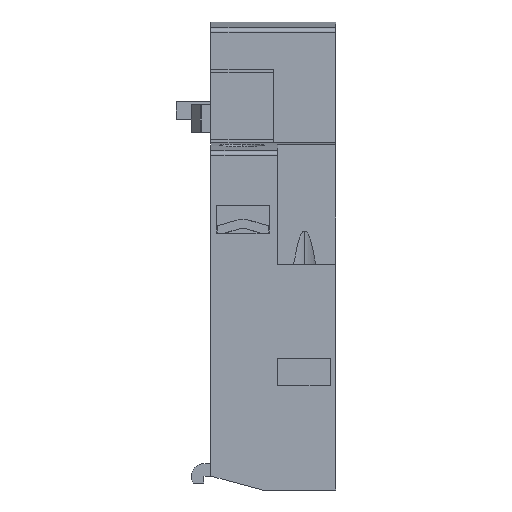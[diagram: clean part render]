
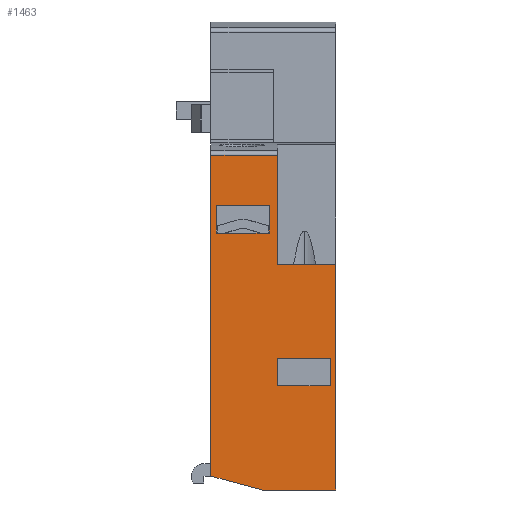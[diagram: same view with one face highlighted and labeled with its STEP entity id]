
A CAD part, front view. The second image highlights one B-rep face of the part: STEP entity #1463.
In plain terms, the highlighted planar face has unit normal (0, -1, 0).
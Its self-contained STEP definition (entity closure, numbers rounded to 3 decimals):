
#1463=ADVANCED_FACE('',(#4126,#4127,#4128),#4129,.T.);
#2499=VERTEX_POINT('',#5319);
#2501=VERTEX_POINT('',#5321);
#2503=EDGE_CURVE('',#2499,#2501,#5323,.T.);
#2509=VERTEX_POINT('',#5329);
#2513=EDGE_CURVE('',#2501,#2509,#5333,.T.);
#2515=VERTEX_POINT('',#5335);
#2517=EDGE_CURVE('',#2509,#2515,#5337,.T.);
#2521=EDGE_CURVE('',#2515,#2499,#5341,.T.);
#2567=VERTEX_POINT('',#5387);
#2571=VERTEX_POINT('',#5391);
#2573=EDGE_CURVE('',#2571,#2567,#5393,.T.);
#2577=VERTEX_POINT('',#5397);
#2579=EDGE_CURVE('',#2567,#2577,#5399,.T.);
#2587=VERTEX_POINT('',#5407);
#2589=EDGE_CURVE('',#2577,#2587,#5409,.T.);
#2591=VERTEX_POINT('',#5411);
#2593=EDGE_CURVE('',#2587,#2591,#5413,.T.);
#2595=VERTEX_POINT('',#5415);
#2597=EDGE_CURVE('',#2591,#2595,#5417,.T.);
#2599=VERTEX_POINT('',#5419);
#2601=EDGE_CURVE('',#2599,#2595,#5421,.T.);
#2603=EDGE_CURVE('',#2599,#2571,#5423,.T.);
#2605=VERTEX_POINT('',#5425);
#2607=VERTEX_POINT('',#5427);
#2609=EDGE_CURVE('',#2605,#2607,#5429,.T.);
#2611=VERTEX_POINT('',#5431);
#2613=EDGE_CURVE('',#2607,#2611,#5433,.T.);
#2615=VERTEX_POINT('',#5435);
#2617=EDGE_CURVE('',#2611,#2615,#5437,.T.);
#2619=EDGE_CURVE('',#2615,#2605,#5439,.T.);
#4126=FACE_OUTER_BOUND('',#6936,.T.);
#4127=FACE_BOUND('',#6937,.T.);
#4128=FACE_BOUND('',#6938,.T.);
#4129=PLANE('',#6939);
#5319=CARTESIAN_POINT('',(13.4,0.0,41.0));
#5321=CARTESIAN_POINT('',(13.4,0.0,37.0));
#5323=LINE('',#8882,#8883);
#5329=CARTESIAN_POINT('',(5.8,0.0,37.0));
#5333=LINE('',#8900,#8901);
#5335=CARTESIAN_POINT('',(5.8,0.0,41.0));
#5337=LINE('',#8906,#8907);
#5341=LINE('',#8914,#8915);
#5387=CARTESIAN_POINT('',(14.6,0.0,32.5));
#5391=CARTESIAN_POINT('',(23.0,0.0,32.5));
#5393=LINE('',#8991,#8992);
#5397=CARTESIAN_POINT('',(14.6,0.0,48.227));
#5399=LINE('',#9001,#9002);
#5407=CARTESIAN_POINT('',(5.0,0.0,48.227));
#5409=LINE('',#9015,#9016);
#5411=CARTESIAN_POINT('',(5.0,0.0,2.));
#5413=LINE('',#9021,#9022);
#5415=CARTESIAN_POINT('',(12.464,0.0,0.0));
#5417=LINE('',#9027,#9028);
#5419=CARTESIAN_POINT('',(23.0,0.0,0.0));
#5421=LINE('',#9033,#9034);
#5423=LINE('',#9037,#9038);
#5425=CARTESIAN_POINT('',(14.6,0.0,15.0));
#5427=CARTESIAN_POINT('',(14.6,0.0,19.0));
#5429=LINE('',#9045,#9046);
#5431=CARTESIAN_POINT('',(22.2,0.0,19.0));
#5433=LINE('',#9051,#9052);
#5435=CARTESIAN_POINT('',(22.2,0.0,15.0));
#5437=LINE('',#9057,#9058);
#5439=LINE('',#9061,#9062);
#6936=EDGE_LOOP('',(#11802,#11803,#11804,#11805,#11806,#11807,#11808));
#6937=EDGE_LOOP('',(#11809,#11810,#11811,#11812));
#6938=EDGE_LOOP('',(#11813,#11814,#11815,#11816));
#6939=AXIS2_PLACEMENT_3D('',#11817,#11818,#11819);
#8882=CARTESIAN_POINT('',(13.4,0.0,42.613));
#8883=VECTOR('',#13500,1.0);
#8900=CARTESIAN_POINT('',(16.3,0.0,37.0));
#8901=VECTOR('',#13504,1.0);
#8906=CARTESIAN_POINT('',(5.8,0.0,42.613));
#8907=VECTOR('',#13505,1.0);
#8914=CARTESIAN_POINT('',(16.3,0.0,41.0));
#8915=VECTOR('',#13507,1.0);
#8991=CARTESIAN_POINT('',(20.9,0.0,32.5));
#8992=VECTOR('',#13532,1.0);
#9001=CARTESIAN_POINT('',(14.6,0.0,40.363));
#9002=VECTOR('',#13534,1.0);
#9015=CARTESIAN_POINT('',(23.0,0.0,48.227));
#9016=VECTOR('',#13541,1.0);
#9021=CARTESIAN_POINT('',(5.0,0.0,0.0));
#9022=VECTOR('',#13542,1.0);
#9027=CARTESIAN_POINT('',(11.351,0.0,0.298));
#9028=VECTOR('',#13543,1.0);
#9033=CARTESIAN_POINT('',(23.0,0.0,0.0));
#9034=VECTOR('',#13544,1.0);
#9037=CARTESIAN_POINT('',(23.0,0.0,0.0));
#9038=VECTOR('',#13545,1.0);
#9045=CARTESIAN_POINT('',(14.6,0.0,31.613));
#9046=VECTOR('',#13546,1.0);
#9051=CARTESIAN_POINT('',(20.7,0.0,19.0));
#9052=VECTOR('',#13547,1.0);
#9057=CARTESIAN_POINT('',(22.2,0.0,31.613));
#9058=VECTOR('',#13548,1.0);
#9061=CARTESIAN_POINT('',(20.7,0.0,15.0));
#9062=VECTOR('',#13549,1.0);
#11802=ORIENTED_EDGE('',*,*,#2573,.T.);
#11803=ORIENTED_EDGE('',*,*,#2579,.T.);
#11804=ORIENTED_EDGE('',*,*,#2589,.T.);
#11805=ORIENTED_EDGE('',*,*,#2593,.T.);
#11806=ORIENTED_EDGE('',*,*,#2597,.T.);
#11807=ORIENTED_EDGE('',*,*,#2601,.F.);
#11808=ORIENTED_EDGE('',*,*,#2603,.T.);
#11809=ORIENTED_EDGE('',*,*,#2517,.T.);
#11810=ORIENTED_EDGE('',*,*,#2521,.T.);
#11811=ORIENTED_EDGE('',*,*,#2503,.T.);
#11812=ORIENTED_EDGE('',*,*,#2513,.T.);
#11813=ORIENTED_EDGE('',*,*,#2609,.T.);
#11814=ORIENTED_EDGE('',*,*,#2613,.T.);
#11815=ORIENTED_EDGE('',*,*,#2617,.T.);
#11816=ORIENTED_EDGE('',*,*,#2619,.T.);
#11817=CARTESIAN_POINT('',(23.0,0.0,48.227));
#11818=DIRECTION('',(0.0,-1.0,0.0));
#11819=DIRECTION('',(0.0,0.0,1.0));
#13500=DIRECTION('',(0.0,0.0,-1.0));
#13504=DIRECTION('',(-1.0,0.0,0.0));
#13505=DIRECTION('',(0.0,0.0,1.0));
#13507=DIRECTION('',(1.0,0.0,0.0));
#13532=DIRECTION('',(-1.0,0.0,0.0));
#13534=DIRECTION('',(0.0,0.0,1.0));
#13541=DIRECTION('',(-1.0,0.0,0.0));
#13542=DIRECTION('',(0.0,0.0,-1.0));
#13543=DIRECTION('',(0.966,0.0,-0.259));
#13544=DIRECTION('',(-1.0,0.0,0.0));
#13545=DIRECTION('',(0.0,0.0,1.0));
#13546=DIRECTION('',(0.0,0.0,1.0));
#13547=DIRECTION('',(1.0,0.0,0.0));
#13548=DIRECTION('',(0.0,0.0,-1.0));
#13549=DIRECTION('',(-1.0,0.0,0.0));
